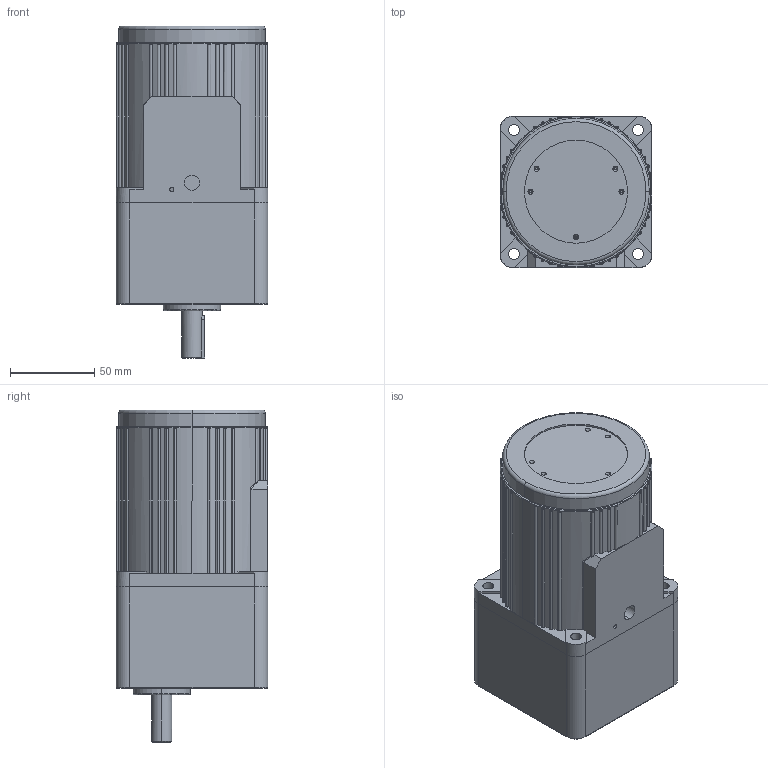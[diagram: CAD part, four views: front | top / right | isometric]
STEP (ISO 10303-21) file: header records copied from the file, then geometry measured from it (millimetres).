
FILE_DESCRIPTION (( 'STEP AP203' ), '1' );
FILE_NAME ('5IK40+5GN20-200K.STEP', '2020-01-09T00:41:51', ( 'Sky123.Org' ), ( 'Sky123.Org' ), 'SwSTEP 2.0', 'SolidWorks 2014', '' );
FILE_SCHEMA (( 'CONFIG_CONTROL_DESIGN' ));
Length unit declared in the file: millimetre
Products named in the file (3): 5IK40+5GN20-200K; 5GN20-200K; 5IK40A
Assembly tree (2 placements, depth 2):
  5IK40+5GN20-200K
    5IK40A
    5GN20-200K
Bounding box: 90 x 90 x 197 mm (x, y, z)
Volume: 1156137.7 mm3; surface area: 97250.1 mm2
Topology: 2 solids, 2 shells, 338 faces, 832 edges, 517 vertices
Faces by surface type: cylinder 145, plane 93, torus 76, cone 22, bspline 2
Entity records: 10740 total; most frequent: CARTESIAN_POINT 2176, DIRECTION 1922, ORIENTED_EDGE 1664, AXIS2_PLACEMENT_3D 835, EDGE_CURVE 832, VERTEX_POINT 517, CIRCLE 494, EDGE_LOOP 373
